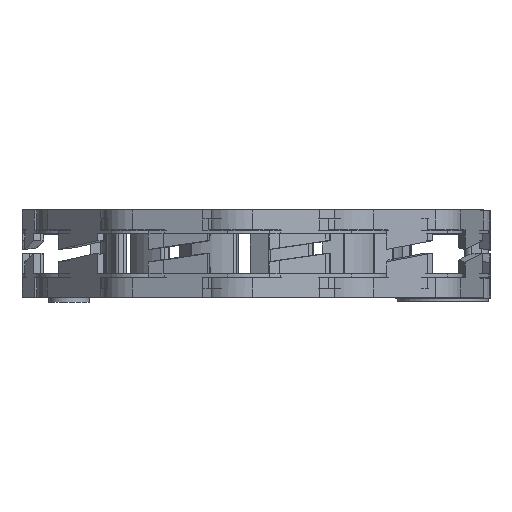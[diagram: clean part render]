
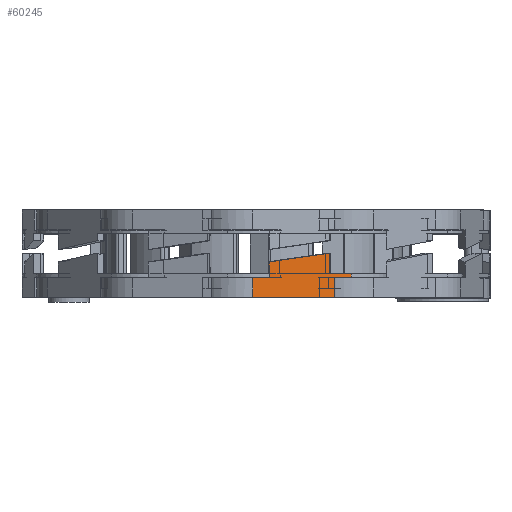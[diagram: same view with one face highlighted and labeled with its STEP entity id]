
A CAD part, left-side view. The second image highlights one B-rep face of the part: STEP entity #60245.
In plain terms, the highlighted planar face has unit normal (-0.98, -0.201, 0).
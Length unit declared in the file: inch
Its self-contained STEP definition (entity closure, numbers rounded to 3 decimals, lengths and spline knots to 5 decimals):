
#4353 = CARTESIAN_POINT ( 'NONE',  ( -1.56004, 0.63227, -0.25197 ) ) ;
#5555 = VERTEX_POINT ( 'NONE', #21710 ) ;
#5851 = ORIENTED_EDGE ( 'NONE', *, *, #23797, .T. ) ;
#6157 = CARTESIAN_POINT ( 'NONE',  ( -1.65881, 1.11345, -0.25197 ) ) ;
#6754 = EDGE_CURVE ( 'NONE', #60811, #72054, #57825, .T. ) ;
#7252 = ORIENTED_EDGE ( 'NONE', *, *, #60548, .T. ) ;
#7369 = PLANE ( 'NONE',  #53007 ) ;
#7993 = VERTEX_POINT ( 'NONE', #54733 ) ;
#9354 = VECTOR ( 'NONE', #41034, 39.37008 ) ;
#10206 = EDGE_CURVE ( 'NONE', #25812, #62578, #70585, .T. ) ;
#12316 = EDGE_CURVE ( 'NONE', #18297, #5555, #27680, .T. ) ;
#12401 = CARTESIAN_POINT ( 'NONE',  ( -1.65881, 1.11345, -0.25197 ) ) ;
#12925 = ORIENTED_EDGE ( 'NONE', *, *, #64973, .F. ) ;
#14970 = ORIENTED_EDGE ( 'NONE', *, *, #21609, .T. ) ;
#15409 = DIRECTION ( 'NONE',  ( 0.201, -0.98, 0. ) ) ;
#17639 = ORIENTED_EDGE ( 'NONE', *, *, #23974, .T. ) ;
#18197 = ORIENTED_EDGE ( 'NONE', *, *, #12316, .T. ) ;
#18297 = VERTEX_POINT ( 'NONE', #27853 ) ;
#19728 = DIRECTION ( 'NONE',  ( 0., 0., -1. ) ) ;
#19991 = ORIENTED_EDGE ( 'NONE', *, *, #10206, .F. ) ;
#20593 = VECTOR ( 'NONE', #69370, 39.37008 ) ;
#20714 = VECTOR ( 'NONE', #15409, 39.37008 ) ;
#21281 = LINE ( 'NONE', #79523, #58582 ) ;
#21609 = EDGE_CURVE ( 'NONE', #25812, #72734, #21281, .T. ) ;
#21631 = VECTOR ( 'NONE', #62794, 39.37008 ) ;
#21710 = CARTESIAN_POINT ( 'NONE',  ( -1.65881, 1.11345, -0.13583 ) ) ;
#22000 = EDGE_LOOP ( 'NONE', ( #19991, #14970, #7252, #26347, #18197, #12925, #5851, #81550, #17639, #49291 ) ) ;
#23797 = EDGE_CURVE ( 'NONE', #59021, #60811, #81167, .T. ) ;
#23974 = EDGE_CURVE ( 'NONE', #72054, #69269, #34416, .T. ) ;
#25812 = VERTEX_POINT ( 'NONE', #42082 ) ;
#25949 = DIRECTION ( 'NONE',  ( -0.98, -0.201, 0. ) ) ;
#26347 = ORIENTED_EDGE ( 'NONE', *, *, #41660, .T. ) ;
#26456 = DIRECTION ( 'NONE',  ( -0.201, 0.98, 0. ) ) ;
#26738 = CARTESIAN_POINT ( 'NONE',  ( -1.54006, 0.53496, -0.25197 ) ) ;
#26802 = DIRECTION ( 'NONE',  ( 0., 0., 1. ) ) ;
#27680 = LINE ( 'NONE', #77689, #71019 ) ;
#27853 = CARTESIAN_POINT ( 'NONE',  ( -1.63883, 1.01614, -0.13583 ) ) ;
#31247 = VECTOR ( 'NONE', #26802, 39.37008 ) ;
#32559 = CARTESIAN_POINT ( 'NONE',  ( -1.65881, 1.11345, 0.25984 ) ) ;
#33197 = CARTESIAN_POINT ( 'NONE',  ( -1.56492, 0.65606, 0.00748 ) ) ;
#34416 = LINE ( 'NONE', #66201, #20714 ) ;
#34446 = CARTESIAN_POINT ( 'NONE',  ( -1.63883, 1.01614, 0.25984 ) ) ;
#36225 = CARTESIAN_POINT ( 'NONE',  ( -1.56492, 0.65606, 0.00748 ) ) ;
#38778 = CARTESIAN_POINT ( 'NONE',  ( -1.54006, 0.53496, -0.11417 ) ) ;
#38781 = CARTESIAN_POINT ( 'NONE',  ( -1.59943, 0.8242, -0.11417 ) ) ;
#41034 = DIRECTION ( 'NONE',  ( 0., 0., -1. ) ) ;
#41660 = EDGE_CURVE ( 'NONE', #7993, #18297, #60863, .T. ) ;
#42082 = CARTESIAN_POINT ( 'NONE',  ( -1.56492, 0.65606, -0.11417 ) ) ;
#46564 = FACE_OUTER_BOUND ( 'NONE', #22000, .T. ) ;
#49291 = ORIENTED_EDGE ( 'NONE', *, *, #59050, .F. ) ;
#52325 = VECTOR ( 'NONE', #62139, 39.37008 ) ;
#52368 = DIRECTION ( 'NONE',  ( 0., 0., -1. ) ) ;
#53007 = AXIS2_PLACEMENT_3D ( 'NONE', #32559, #25949, #52368 ) ;
#53721 = CARTESIAN_POINT ( 'NONE',  ( -1.56004, 0.63227, -0.13386 ) ) ;
#54733 = CARTESIAN_POINT ( 'NONE',  ( -1.63883, 1.01614, -0.04418 ) ) ;
#55936 = CARTESIAN_POINT ( 'NONE',  ( -1.59943, 0.8242, -0.25197 ) ) ;
#56024 = DIRECTION ( 'NONE',  ( -0.199, 0.97, -0.139 ) ) ;
#56840 = LINE ( 'NONE', #36225, #63552 ) ;
#57825 = LINE ( 'NONE', #59041, #31247 ) ;
#58582 = VECTOR ( 'NONE', #72897, 39.37008 ) ;
#59021 = VERTEX_POINT ( 'NONE', #6157 ) ;
#59041 = CARTESIAN_POINT ( 'NONE',  ( -1.56004, 0.63227, 0.25984 ) ) ;
#59050 = EDGE_CURVE ( 'NONE', #62578, #69269, #64742, .T. ) ;
#60245 = ADVANCED_FACE ( 'NONE', ( #46564 ), #7369, .T. ) ;
#60548 = EDGE_CURVE ( 'NONE', #72734, #7993, #56840, .T. ) ;
#60811 = VERTEX_POINT ( 'NONE', #4353 ) ;
#60863 = LINE ( 'NONE', #34446, #9354 ) ;
#62139 = DIRECTION ( 'NONE',  ( 0.201, -0.98, 0. ) ) ;
#62578 = VERTEX_POINT ( 'NONE', #38778 ) ;
#62794 = DIRECTION ( 'NONE',  ( 0., 0., 1. ) ) ;
#63552 = VECTOR ( 'NONE', #56024, 39.37008 ) ;
#64742 = LINE ( 'NONE', #26738, #78091 ) ;
#64973 = EDGE_CURVE ( 'NONE', #59021, #5555, #81008, .T. ) ;
#66201 = CARTESIAN_POINT ( 'NONE',  ( -1.65881, 1.11345, -0.13386 ) ) ;
#69269 = VERTEX_POINT ( 'NONE', #81375 ) ;
#69370 = DIRECTION ( 'NONE',  ( 0.201, -0.98, 0. ) ) ;
#70585 = LINE ( 'NONE', #38781, #20593 ) ;
#71019 = VECTOR ( 'NONE', #26456, 39.37008 ) ;
#72054 = VERTEX_POINT ( 'NONE', #53721 ) ;
#72734 = VERTEX_POINT ( 'NONE', #33197 ) ;
#72897 = DIRECTION ( 'NONE',  ( 0., 0., 1. ) ) ;
#77689 = CARTESIAN_POINT ( 'NONE',  ( -1.65881, 1.11345, -0.13583 ) ) ;
#78091 = VECTOR ( 'NONE', #19728, 39.37008 ) ;
#79523 = CARTESIAN_POINT ( 'NONE',  ( -1.56492, 0.65606, 0.25984 ) ) ;
#81008 = LINE ( 'NONE', #12401, #21631 ) ;
#81167 = LINE ( 'NONE', #55936, #52325 ) ;
#81375 = CARTESIAN_POINT ( 'NONE',  ( -1.54006, 0.53496, -0.13386 ) ) ;
#81550 = ORIENTED_EDGE ( 'NONE', *, *, #6754, .T. ) ;
